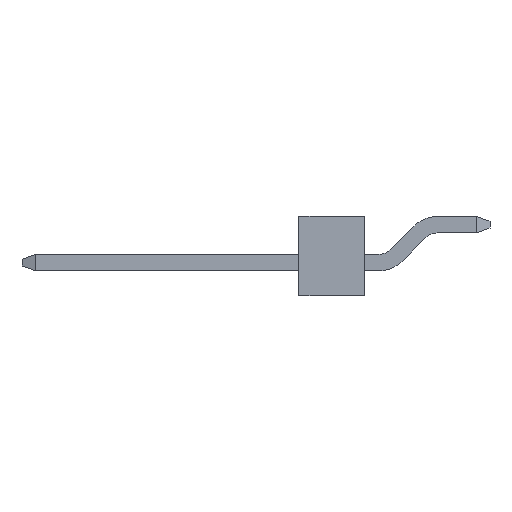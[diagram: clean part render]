
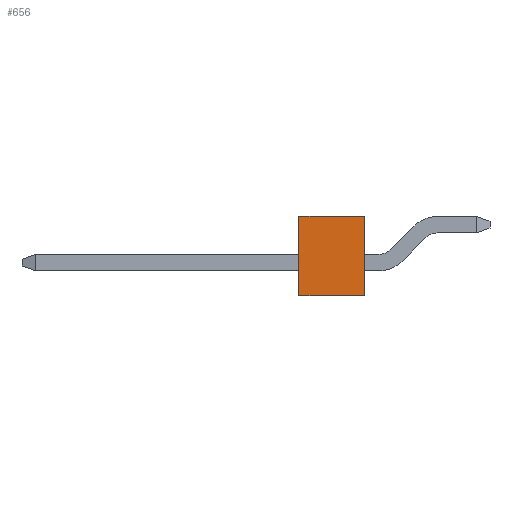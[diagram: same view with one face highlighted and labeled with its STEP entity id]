
A CAD part, left-side view. The second image highlights one B-rep face of the part: STEP entity #656.
In plain terms, the highlighted planar face has unit normal (-1, 0, 0).
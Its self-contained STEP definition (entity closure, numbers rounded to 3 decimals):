
#656=ADVANCED_FACE('',(#1329),#1330,.F.);
#1329=FACE_OUTER_BOUND('',#1994,.T.);
#1330=PLANE('',#1995);
#1994=EDGE_LOOP('',(#3865,#3866,#3867,#3868));
#1995=AXIS2_PLACEMENT_3D('',#3869,#3870,#3871);
#3865=ORIENTED_EDGE('',*,*,#4595,.T.);
#3866=ORIENTED_EDGE('',*,*,#4603,.F.);
#3867=ORIENTED_EDGE('',*,*,#4605,.F.);
#3868=ORIENTED_EDGE('',*,*,#4598,.F.);
#3869=CARTESIAN_POINT('',(0.0,1.27,0.254));
#3870=DIRECTION('',(1.0,0.0,0.0));
#3871=DIRECTION('',(0.0,0.0,-1.0));
#4595=EDGE_CURVE('',#5648,#5646,#5649,.T.);
#4598=EDGE_CURVE('',#5648,#5652,#5653,.T.);
#4603=EDGE_CURVE('',#5657,#5646,#5659,.T.);
#4605=EDGE_CURVE('',#5652,#5657,#5661,.T.);
#5646=VERTEX_POINT('',#7162);
#5648=VERTEX_POINT('',#7165);
#5649=LINE('',#7166,#7167);
#5652=VERTEX_POINT('',#7171);
#5653=LINE('',#7172,#7173);
#5657=VERTEX_POINT('',#7178);
#5659=LINE('',#7181,#7182);
#5661=LINE('',#7184,#7185);
#7162=CARTESIAN_POINT('',(0.0,2.54,-1.27));
#7165=CARTESIAN_POINT('',(0.0,2.54,1.778));
#7166=CARTESIAN_POINT('',(0.0,2.54,0.254));
#7167=VECTOR('',#7793,1.0);
#7171=CARTESIAN_POINT('',(0.0,0.0,1.778));
#7172=CARTESIAN_POINT('',(0.0,1.27,1.778));
#7173=VECTOR('',#7795,1.0);
#7178=CARTESIAN_POINT('',(0.0,0.0,-1.27));
#7181=CARTESIAN_POINT('',(0.0,1.27,-1.27));
#7182=VECTOR('',#7798,1.0);
#7184=CARTESIAN_POINT('',(0.0,0.0,0.254));
#7185=VECTOR('',#7799,1.0);
#7793=DIRECTION('',(0.0,0.0,-1.0));
#7795=DIRECTION('',(0.0,-1.0,0.0));
#7798=DIRECTION('',(0.0,1.0,0.0));
#7799=DIRECTION('',(0.0,0.0,-1.0));
